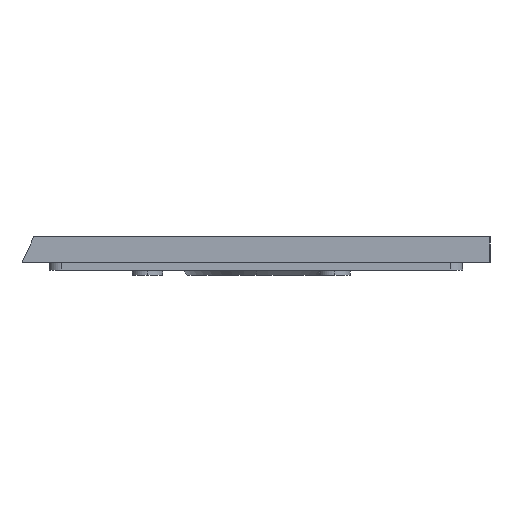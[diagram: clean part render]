
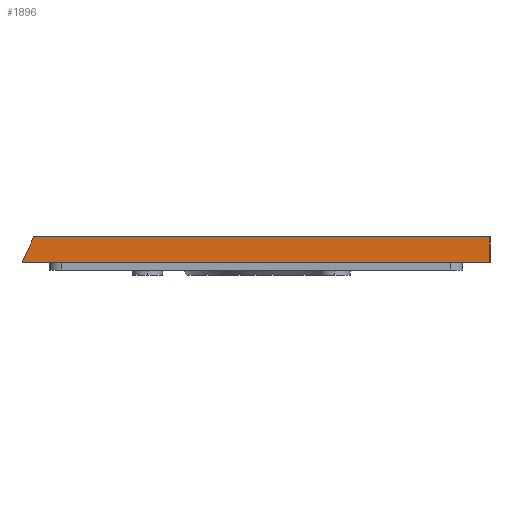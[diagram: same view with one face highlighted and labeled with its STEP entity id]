
A CAD part, left-side view. The second image highlights one B-rep face of the part: STEP entity #1896.
In plain terms, the highlighted planar face has unit normal (-1, 0, 0).
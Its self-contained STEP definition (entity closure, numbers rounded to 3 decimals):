
#21 = CARTESIAN_POINT ( 'NONE',  ( -98.933, 33.898, 3. ) ) ;
#23 = VECTOR ( 'NONE', #1740, 1000. ) ;
#38 = EDGE_CURVE ( 'NONE', #1158, #1811, #1954, .T. ) ;
#173 = ORIENTED_EDGE ( 'NONE', *, *, #38, .F. ) ;
#284 = VECTOR ( 'NONE', #429, 1000. ) ;
#293 = CARTESIAN_POINT ( 'NONE',  ( -98.933, 35.297, 3. ) ) ;
#382 = ORIENTED_EDGE ( 'NONE', *, *, #1784, .F. ) ;
#425 = CARTESIAN_POINT ( 'NONE',  ( -98.933, 35.297, 0. ) ) ;
#429 = DIRECTION ( 'NONE',  ( 0., 0.423, -0.906 ) ) ;
#604 = LINE ( 'NONE', #425, #2021 ) ;
#605 = EDGE_CURVE ( 'NONE', #1066, #1767, #800, .T. ) ;
#626 = CARTESIAN_POINT ( 'NONE',  ( -98.933, 35.297, 3. ) ) ;
#670 = ORIENTED_EDGE ( 'NONE', *, *, #605, .T. ) ;
#800 = LINE ( 'NONE', #812, #284 ) ;
#812 = CARTESIAN_POINT ( 'NONE',  ( -98.933, 33.898, 3. ) ) ;
#843 = EDGE_LOOP ( 'NONE', ( #382, #670, #878, #173 ) ) ;
#868 = DIRECTION ( 'NONE',  ( 1., 0., 0. ) ) ;
#878 = ORIENTED_EDGE ( 'NONE', *, *, #1002, .T. ) ;
#1002 = EDGE_CURVE ( 'NONE', #1767, #1811, #604, .T. ) ;
#1032 = AXIS2_PLACEMENT_3D ( 'NONE', #293, #868, #2425 ) ;
#1055 = CARTESIAN_POINT ( 'NONE',  ( -98.933, -19.703, 3. ) ) ;
#1066 = VERTEX_POINT ( 'NONE', #21 ) ;
#1158 = VERTEX_POINT ( 'NONE', #1055 ) ;
#1172 = DIRECTION ( 'NONE',  ( 0., -1., 0. ) ) ;
#1366 = CARTESIAN_POINT ( 'NONE',  ( -98.933, -19.703, 0. ) ) ;
#1372 = DIRECTION ( 'NONE',  ( 0., 0., -1. ) ) ;
#1436 = FACE_OUTER_BOUND ( 'NONE', #843, .T. ) ;
#1563 = CARTESIAN_POINT ( 'NONE',  ( -98.933, 35.297, 0. ) ) ;
#1740 = DIRECTION ( 'NONE',  ( 0., -1., 0. ) ) ;
#1767 = VERTEX_POINT ( 'NONE', #1563 ) ;
#1784 = EDGE_CURVE ( 'NONE', #1066, #1158, #2360, .T. ) ;
#1811 = VERTEX_POINT ( 'NONE', #1366 ) ;
#1896 = ADVANCED_FACE ( 'NONE', ( #1436 ), #2035, .F. ) ;
#1954 = LINE ( 'NONE', #1983, #2262 ) ;
#1983 = CARTESIAN_POINT ( 'NONE',  ( -98.933, -19.703, 3. ) ) ;
#2021 = VECTOR ( 'NONE', #1172, 1000. ) ;
#2035 = PLANE ( 'NONE',  #1032 ) ;
#2262 = VECTOR ( 'NONE', #1372, 1000. ) ;
#2360 = LINE ( 'NONE', #626, #23 ) ;
#2425 = DIRECTION ( 'NONE',  ( 0., 0., -1. ) ) ;
